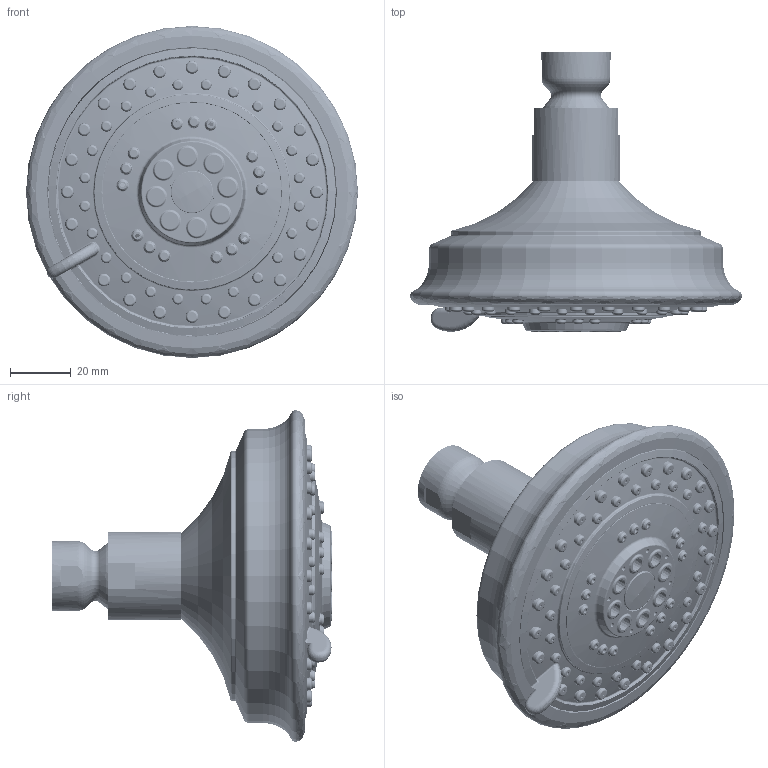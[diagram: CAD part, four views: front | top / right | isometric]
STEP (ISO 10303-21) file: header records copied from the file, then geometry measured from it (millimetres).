
FILE_DESCRIPTION((''),'2;1');
FILE_NAME('2156_ASM','2021-03-17T11:03:29',('rsmith'),(''),'CREO PARAMETRIC BY PTC INC, 2018400','CREO PARAMETRIC BY PTC INC, 2018400','');
FILE_SCHEMA(('AUTOMOTIVE_DESIGN { 1 0 10303 214 1 1 1 1 }'));
Length unit declared in the file: inch
Products named in the file (5): 80096; 8-083; 12113; 80018; 2156_ASM
Assembly tree (4 placements, depth 2):
  2156_ASM
    80096
    8-083
    12113
    80018
Bounding box: 109.22 x 92.3 x 109.22 mm (x, y, z)
Volume: 162337.1 mm3; surface area: 162086 mm2
Topology: 29 solids, 29 shells, 3760 faces, 9298 edges, 5815 vertices
Faces by surface type: cylinder 1063, plane 842, cone 753, torus 569, bspline 495, sphere 24, revolution 14
Entity records: 226969 total; most frequent: CARTESIAN_POINT 126393, ORIENTED_EDGE 18588, DIRECTION 16868, EDGE_CURVE 9294, AXIS2_PLACEMENT_3D 6871, VERTEX_POINT 5815, EDGE_LOOP 4551, FACE_OUTER_BOUND 3760
